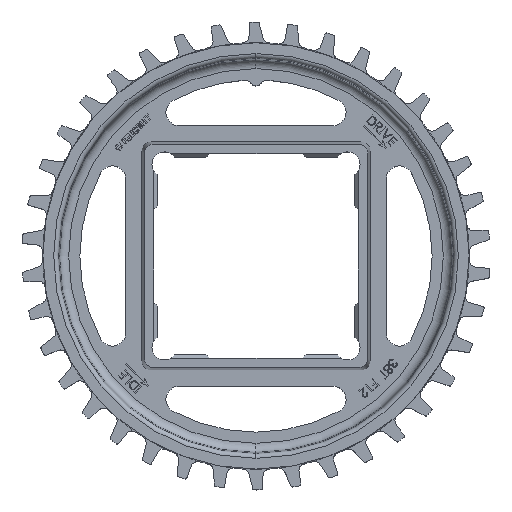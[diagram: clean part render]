
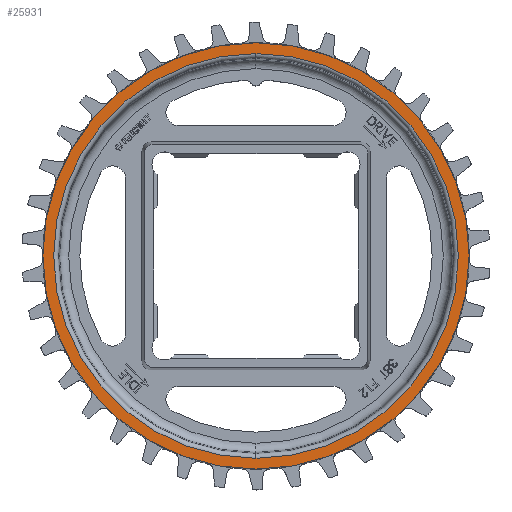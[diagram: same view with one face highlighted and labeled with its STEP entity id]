
A CAD part, top view. The second image highlights one B-rep face of the part: STEP entity #25931.
In plain terms, the highlighted planar face has unit normal (0, 0, 1).
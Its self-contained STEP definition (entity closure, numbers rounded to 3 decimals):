
#816 = CARTESIAN_POINT ( 'NONE',  ( 0., -65.652, 12.5 ) ) ;
#1387 = DIRECTION ( 'NONE',  ( 0., 0., -1. ) ) ;
#2561 = DIRECTION ( 'NONE',  ( 1., 0., 0. ) ) ;
#2721 = DIRECTION ( 'NONE',  ( 0., 0., 1. ) ) ;
#3156 = EDGE_CURVE ( 'NONE', #15296, #23819, #5497, .T. ) ;
#3671 = EDGE_LOOP ( 'NONE', ( #19398, #23379 ) ) ;
#4427 = AXIS2_PLACEMENT_3D ( 'NONE', #30709, #20769, #2561 ) ;
#5497 = CIRCLE ( 'NONE', #4427, 69.157 ) ;
#6453 = CARTESIAN_POINT ( 'NONE',  ( 0., 0., 12.5 ) ) ;
#7416 = CARTESIAN_POINT ( 'NONE',  ( 0., 0., 12.5 ) ) ;
#7458 = FACE_OUTER_BOUND ( 'NONE', #3671, .T. ) ;
#8795 = DIRECTION ( 'NONE',  ( 0., 1., 0. ) ) ;
#9001 = CIRCLE ( 'NONE', #27862, 69.157 ) ;
#9745 = DIRECTION ( 'NONE',  ( 1., 0., 0. ) ) ;
#9764 = DIRECTION ( 'NONE',  ( 0., 0., -1. ) ) ;
#9978 = DIRECTION ( 'NONE',  ( 1., 0., 0. ) ) ;
#10145 = FACE_BOUND ( 'NONE', #27026, .T. ) ;
#12302 = EDGE_CURVE ( 'NONE', #29447, #26171, #26345, .T. ) ;
#12640 = CIRCLE ( 'NONE', #33099, 65.652 ) ;
#15296 = VERTEX_POINT ( 'NONE', #31289 ) ;
#16957 = ORIENTED_EDGE ( 'NONE', *, *, #25712, .T. ) ;
#17005 = DIRECTION ( 'NONE',  ( 0., 0., 1. ) ) ;
#17174 = CARTESIAN_POINT ( 'NONE',  ( 0., 0., 12.5 ) ) ;
#19398 = ORIENTED_EDGE ( 'NONE', *, *, #31818, .T. ) ;
#20769 = DIRECTION ( 'NONE',  ( 0., 0., 1. ) ) ;
#20990 = AXIS2_PLACEMENT_3D ( 'NONE', #7416, #9764, #22753 ) ;
#22753 = DIRECTION ( 'NONE',  ( 0., 1., 0. ) ) ;
#23379 = ORIENTED_EDGE ( 'NONE', *, *, #3156, .T. ) ;
#23819 = VERTEX_POINT ( 'NONE', #29302 ) ;
#25712 = EDGE_CURVE ( 'NONE', #26171, #29447, #12640, .T. ) ;
#25931 = ADVANCED_FACE ( 'NONE', ( #10145, #7458 ), #28031, .T. ) ;
#26171 = VERTEX_POINT ( 'NONE', #27645 ) ;
#26345 = CIRCLE ( 'NONE', #20990, 65.652 ) ;
#27026 = EDGE_LOOP ( 'NONE', ( #16957, #32240 ) ) ;
#27645 = CARTESIAN_POINT ( 'NONE',  ( 0., 65.652, 12.5 ) ) ;
#27862 = AXIS2_PLACEMENT_3D ( 'NONE', #17174, #17005, #9745 ) ;
#28031 = PLANE ( 'NONE',  #28787 ) ;
#28787 = AXIS2_PLACEMENT_3D ( 'NONE', #31055, #2721, #9978 ) ;
#29302 = CARTESIAN_POINT ( 'NONE',  ( -69.157, 0., 12.5 ) ) ;
#29447 = VERTEX_POINT ( 'NONE', #816 ) ;
#30709 = CARTESIAN_POINT ( 'NONE',  ( 0., 0., 12.5 ) ) ;
#31055 = CARTESIAN_POINT ( 'NONE',  ( 0., 0., 12.5 ) ) ;
#31289 = CARTESIAN_POINT ( 'NONE',  ( 69.157, 0., 12.5 ) ) ;
#31818 = EDGE_CURVE ( 'NONE', #23819, #15296, #9001, .T. ) ;
#32240 = ORIENTED_EDGE ( 'NONE', *, *, #12302, .T. ) ;
#33099 = AXIS2_PLACEMENT_3D ( 'NONE', #6453, #1387, #8795 ) ;
